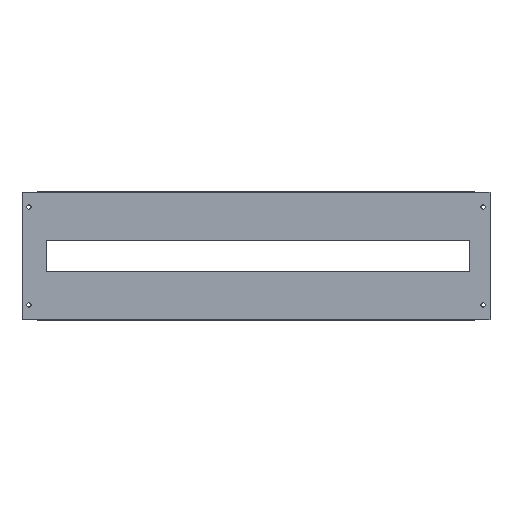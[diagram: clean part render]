
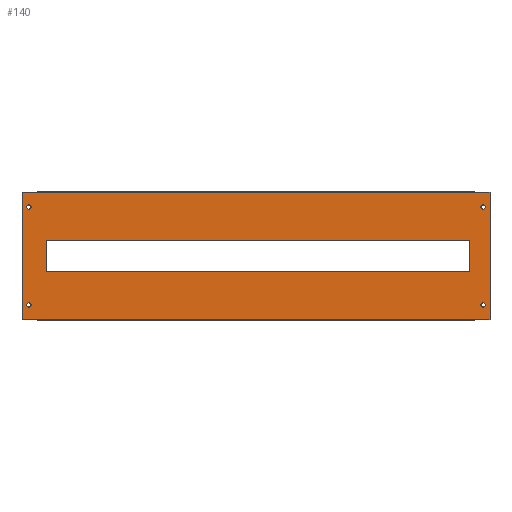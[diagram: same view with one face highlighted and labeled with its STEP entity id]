
A CAD part, top view. The second image highlights one B-rep face of the part: STEP entity #140.
In plain terms, the highlighted planar face has unit normal (0, 0, 1).
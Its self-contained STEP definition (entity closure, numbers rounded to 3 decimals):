
#10 = ORIENTED_EDGE ( 'NONE', *, *, #534, .T. ) ;
#13 = ORIENTED_EDGE ( 'NONE', *, *, #73, .T. ) ;
#19 = LINE ( 'NONE', #757, #225 ) ;
#32 = DIRECTION ( 'NONE',  ( 1., 0., 0. ) ) ;
#39 = EDGE_CURVE ( 'NONE', #624, #649, #606, .T. ) ;
#41 = AXIS2_PLACEMENT_3D ( 'NONE', #899, #364, #829 ) ;
#46 = CARTESIAN_POINT ( 'NONE',  ( 0., 120.5, 0. ) ) ;
#48 = DIRECTION ( 'NONE',  ( 0., 0., -1. ) ) ;
#63 = DIRECTION ( 'NONE',  ( 0., 0., -1. ) ) ;
#73 = EDGE_CURVE ( 'NONE', #527, #624, #733, .T. ) ;
#102 = LINE ( 'NONE', #635, #664 ) ;
#116 = DIRECTION ( 'NONE',  ( 0., 0., -1. ) ) ;
#124 = CIRCLE ( 'NONE', #450, 3.25 ) ;
#125 = CARTESIAN_POINT ( 'NONE',  ( 0., 0., 0. ) ) ;
#130 = CARTESIAN_POINT ( 'NONE',  ( 703.15, 22.5, 0. ) ) ;
#140 = ADVANCED_FACE ( 'NONE', ( #202, #994, #199, #788, #586, #378 ), #965, .F. ) ;
#141 = CARTESIAN_POINT ( 'NONE',  ( 10.6, 22.5, 0. ) ) ;
#145 = EDGE_CURVE ( 'NONE', #499, #579, #763, .T. ) ;
#148 = AXIS2_PLACEMENT_3D ( 'NONE', #602, #63, #520 ) ;
#149 = ORIENTED_EDGE ( 'NONE', *, *, #939, .T. ) ;
#156 = CARTESIAN_POINT ( 'NONE',  ( 0., 0., 0. ) ) ;
#159 = ORIENTED_EDGE ( 'NONE', *, *, #945, .F. ) ;
#160 = EDGE_CURVE ( 'NONE', #281, #527, #563, .T. ) ;
#167 = CARTESIAN_POINT ( 'NONE',  ( 0., 195., 0. ) ) ;
#170 = EDGE_CURVE ( 'NONE', #555, #449, #917, .T. ) ;
#177 = EDGE_CURVE ( 'NONE', #609, #609, #124, .T. ) ;
#181 = VECTOR ( 'NONE', #32, 1000. ) ;
#197 = CARTESIAN_POINT ( 'NONE',  ( 0., 195., 0. ) ) ;
#199 = FACE_BOUND ( 'NONE', #630, .T. ) ;
#202 = FACE_BOUND ( 'NONE', #551, .T. ) ;
#212 = LINE ( 'NONE', #167, #799 ) ;
#218 = VERTEX_POINT ( 'NONE', #267 ) ;
#225 = VECTOR ( 'NONE', #985, 1000. ) ;
#226 = EDGE_CURVE ( 'NONE', #273, #449, #866, .T. ) ;
#230 = AXIS2_PLACEMENT_3D ( 'NONE', #141, #980, #676 ) ;
#255 = CARTESIAN_POINT ( 'NONE',  ( 686., 74.5, 0. ) ) ;
#267 = CARTESIAN_POINT ( 'NONE',  ( 23.5, 0., 0. ) ) ;
#273 = VERTEX_POINT ( 'NONE', #798 ) ;
#276 = VECTOR ( 'NONE', #739, 1000. ) ;
#281 = VERTEX_POINT ( 'NONE', #255 ) ;
#289 = CARTESIAN_POINT ( 'NONE',  ( 0., 195., 0. ) ) ;
#290 = DIRECTION ( 'NONE',  ( -1., 0., 0. ) ) ;
#300 = AXIS2_PLACEMENT_3D ( 'NONE', #590, #48, #507 ) ;
#309 = ORIENTED_EDGE ( 'NONE', *, *, #39, .T. ) ;
#321 = ORIENTED_EDGE ( 'NONE', *, *, #578, .T. ) ;
#349 = VECTOR ( 'NONE', #735, 1000. ) ;
#355 = CARTESIAN_POINT ( 'NONE',  ( 703.15, 172.5, 0. ) ) ;
#364 = DIRECTION ( 'NONE',  ( 0., 0., -1. ) ) ;
#365 = EDGE_LOOP ( 'NONE', ( #658, #321, #159, #720, #10, #868, #921, #888 ) ) ;
#378 = FACE_OUTER_BOUND ( 'NONE', #365, .T. ) ;
#388 = VECTOR ( 'NONE', #849, 1000. ) ;
#404 = CARTESIAN_POINT ( 'NONE',  ( 37., 120.5, 0. ) ) ;
#407 = ORIENTED_EDGE ( 'NONE', *, *, #955, .T. ) ;
#418 = CARTESIAN_POINT ( 'NONE',  ( 0., 74.5, 0. ) ) ;
#421 = CARTESIAN_POINT ( 'NONE',  ( 0., 0., 0. ) ) ;
#427 = EDGE_CURVE ( 'NONE', #786, #786, #707, .T. ) ;
#449 = VERTEX_POINT ( 'NONE', #519 ) ;
#450 = AXIS2_PLACEMENT_3D ( 'NONE', #655, #116, #581 ) ;
#471 = CARTESIAN_POINT ( 'NONE',  ( 693.5, 0., 0. ) ) ;
#472 = CIRCLE ( 'NONE', #148, 3.25 ) ;
#490 = DIRECTION ( 'NONE',  ( -1., 0., 0. ) ) ;
#499 = VERTEX_POINT ( 'NONE', #289 ) ;
#507 = DIRECTION ( 'NONE',  ( -1., 0., 0. ) ) ;
#519 = CARTESIAN_POINT ( 'NONE',  ( 693.5, 195., 0. ) ) ;
#520 = DIRECTION ( 'NONE',  ( -1., 0., 0. ) ) ;
#527 = VERTEX_POINT ( 'NONE', #611 ) ;
#534 = EDGE_CURVE ( 'NONE', #753, #555, #19, .T. ) ;
#546 = DIRECTION ( 'NONE',  ( -1., 0., 0. ) ) ;
#551 = EDGE_LOOP ( 'NONE', ( #667, #13, #309, #615 ) ) ;
#554 = CARTESIAN_POINT ( 'NONE',  ( 717., 0., 0. ) ) ;
#555 = VERTEX_POINT ( 'NONE', #618 ) ;
#563 = LINE ( 'NONE', #418, #940 ) ;
#573 = CARTESIAN_POINT ( 'NONE',  ( 23.5, 195., 0. ) ) ;
#578 = EDGE_CURVE ( 'NONE', #579, #218, #610, .T. ) ;
#579 = VERTEX_POINT ( 'NONE', #421 ) ;
#581 = DIRECTION ( 'NONE',  ( -1., 0., 0. ) ) ;
#586 = FACE_BOUND ( 'NONE', #784, .T. ) ;
#590 = CARTESIAN_POINT ( 'NONE',  ( 0., 0., 0. ) ) ;
#596 = LINE ( 'NONE', #923, #388 ) ;
#602 = CARTESIAN_POINT ( 'NONE',  ( 706.4, 22.5, 0. ) ) ;
#606 = LINE ( 'NONE', #46, #276 ) ;
#609 = VERTEX_POINT ( 'NONE', #355 ) ;
#610 = LINE ( 'NONE', #156, #993 ) ;
#611 = CARTESIAN_POINT ( 'NONE',  ( 37., 74.5, 0. ) ) ;
#615 = ORIENTED_EDGE ( 'NONE', *, *, #792, .T. ) ;
#618 = CARTESIAN_POINT ( 'NONE',  ( 717., 195., 0. ) ) ;
#624 = VERTEX_POINT ( 'NONE', #404 ) ;
#630 = EDGE_LOOP ( 'NONE', ( #793 ) ) ;
#635 = CARTESIAN_POINT ( 'NONE',  ( 0., 0., 0. ) ) ;
#647 = EDGE_LOOP ( 'NONE', ( #149 ) ) ;
#649 = VERTEX_POINT ( 'NONE', #862 ) ;
#655 = CARTESIAN_POINT ( 'NONE',  ( 706.4, 172.5, 0. ) ) ;
#658 = ORIENTED_EDGE ( 'NONE', *, *, #145, .T. ) ;
#664 = VECTOR ( 'NONE', #933, 1000. ) ;
#667 = ORIENTED_EDGE ( 'NONE', *, *, #160, .T. ) ;
#668 = CARTESIAN_POINT ( 'NONE',  ( 7.35, 172.5, 0. ) ) ;
#676 = DIRECTION ( 'NONE',  ( -1., 0., 0. ) ) ;
#679 = VECTOR ( 'NONE', #290, 1000. ) ;
#707 = CIRCLE ( 'NONE', #230, 3.25 ) ;
#717 = VECTOR ( 'NONE', #956, 1000. ) ;
#720 = ORIENTED_EDGE ( 'NONE', *, *, #721, .T. ) ;
#721 = EDGE_CURVE ( 'NONE', #740, #753, #102, .T. ) ;
#733 = LINE ( 'NONE', #983, #818 ) ;
#735 = DIRECTION ( 'NONE',  ( 0., -1., 0. ) ) ;
#739 = DIRECTION ( 'NONE',  ( 1., 0., 0. ) ) ;
#740 = VERTEX_POINT ( 'NONE', #471 ) ;
#753 = VERTEX_POINT ( 'NONE', #554 ) ;
#757 = CARTESIAN_POINT ( 'NONE',  ( 717., 0., 0. ) ) ;
#760 = VERTEX_POINT ( 'NONE', #130 ) ;
#763 = LINE ( 'NONE', #125, #349 ) ;
#776 = EDGE_CURVE ( 'NONE', #273, #499, #212, .T. ) ;
#784 = EDGE_LOOP ( 'NONE', ( #407 ) ) ;
#786 = VERTEX_POINT ( 'NONE', #820 ) ;
#788 = FACE_BOUND ( 'NONE', #880, .T. ) ;
#792 = EDGE_CURVE ( 'NONE', #649, #281, #596, .T. ) ;
#793 = ORIENTED_EDGE ( 'NONE', *, *, #177, .T. ) ;
#798 = CARTESIAN_POINT ( 'NONE',  ( 23.5, 195., 0. ) ) ;
#799 = VECTOR ( 'NONE', #546, 1000. ) ;
#818 = VECTOR ( 'NONE', #973, 1000. ) ;
#820 = CARTESIAN_POINT ( 'NONE',  ( 7.35, 22.5, 0. ) ) ;
#829 = DIRECTION ( 'NONE',  ( -1., 0., 0. ) ) ;
#838 = ORIENTED_EDGE ( 'NONE', *, *, #427, .T. ) ;
#849 = DIRECTION ( 'NONE',  ( 0., -1., 0. ) ) ;
#862 = CARTESIAN_POINT ( 'NONE',  ( 686., 120.5, 0. ) ) ;
#866 = LINE ( 'NONE', #573, #181 ) ;
#868 = ORIENTED_EDGE ( 'NONE', *, *, #170, .T. ) ;
#876 = CIRCLE ( 'NONE', #41, 3.25 ) ;
#880 = EDGE_LOOP ( 'NONE', ( #838 ) ) ;
#888 = ORIENTED_EDGE ( 'NONE', *, *, #776, .T. ) ;
#897 = LINE ( 'NONE', #981, #679 ) ;
#899 = CARTESIAN_POINT ( 'NONE',  ( 10.6, 172.5, 0. ) ) ;
#917 = LINE ( 'NONE', #197, #717 ) ;
#921 = ORIENTED_EDGE ( 'NONE', *, *, #226, .F. ) ;
#923 = CARTESIAN_POINT ( 'NONE',  ( 686., 0., 0. ) ) ;
#933 = DIRECTION ( 'NONE',  ( 1., 0., 0. ) ) ;
#939 = EDGE_CURVE ( 'NONE', #958, #958, #876, .T. ) ;
#940 = VECTOR ( 'NONE', #490, 1000. ) ;
#945 = EDGE_CURVE ( 'NONE', #740, #218, #897, .T. ) ;
#955 = EDGE_CURVE ( 'NONE', #760, #760, #472, .T. ) ;
#956 = DIRECTION ( 'NONE',  ( -1., 0., 0. ) ) ;
#958 = VERTEX_POINT ( 'NONE', #668 ) ;
#965 = PLANE ( 'NONE',  #300 ) ;
#966 = DIRECTION ( 'NONE',  ( 1., 0., 0. ) ) ;
#973 = DIRECTION ( 'NONE',  ( 0., 1., 0. ) ) ;
#980 = DIRECTION ( 'NONE',  ( 0., 0., -1. ) ) ;
#981 = CARTESIAN_POINT ( 'NONE',  ( 693.5, 0., 0. ) ) ;
#983 = CARTESIAN_POINT ( 'NONE',  ( 37., 0., 0. ) ) ;
#985 = DIRECTION ( 'NONE',  ( 0., 1., 0. ) ) ;
#993 = VECTOR ( 'NONE', #966, 1000. ) ;
#994 = FACE_BOUND ( 'NONE', #647, .T. ) ;
